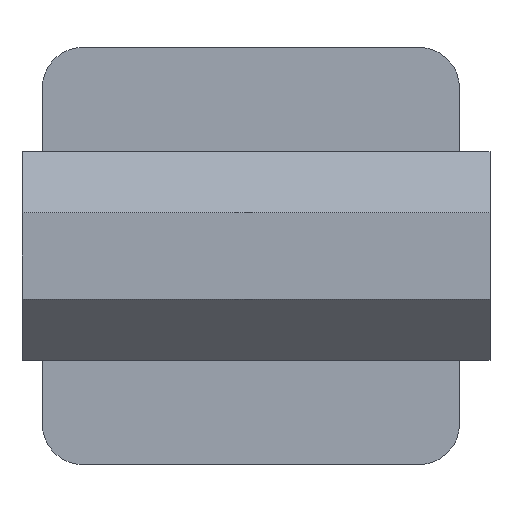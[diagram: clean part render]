
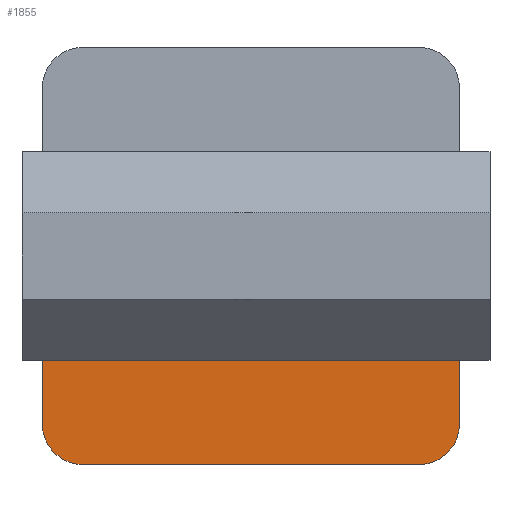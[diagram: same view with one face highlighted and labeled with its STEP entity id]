
A CAD part, front view. The second image highlights one B-rep face of the part: STEP entity #1855.
In plain terms, the highlighted planar face has unit normal (0, -1, 0).
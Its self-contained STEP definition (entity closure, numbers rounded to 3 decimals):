
#65 = CARTESIAN_POINT ( 'NONE',  ( -41., -33.8, -33. ) ) ;
#75 = VECTOR ( 'NONE', #1395, 1000. ) ;
#80 = EDGE_CURVE ( 'NONE', #1786, #1315, #699, .T. ) ;
#322 = CARTESIAN_POINT ( 'NONE',  ( 41., -33.8, -33. ) ) ;
#340 = CARTESIAN_POINT ( 'NONE',  ( 41., -33.8, -20.5 ) ) ;
#366 = CARTESIAN_POINT ( 'NONE',  ( -33., -33.8, -41. ) ) ;
#404 = EDGE_CURVE ( 'NONE', #1233, #645, #1489, .T. ) ;
#480 = VECTOR ( 'NONE', #2024, 1000. ) ;
#537 = CARTESIAN_POINT ( 'NONE',  ( -41., -33.8, -41. ) ) ;
#565 = VECTOR ( 'NONE', #725, 1000. ) ;
#624 = VERTEX_POINT ( 'NONE', #1894 ) ;
#645 = VERTEX_POINT ( 'NONE', #322 ) ;
#662 = LINE ( 'NONE', #1017, #75 ) ;
#683 = DIRECTION ( 'NONE',  ( -1., 0., 0. ) ) ;
#699 = CIRCLE ( 'NONE', #1427, 8. ) ;
#725 = DIRECTION ( 'NONE',  ( 0., 0., 1. ) ) ;
#737 = DIRECTION ( 'NONE',  ( 0., -1., 0. ) ) ;
#783 = PLANE ( 'NONE',  #1477 ) ;
#829 = ORIENTED_EDGE ( 'NONE', *, *, #1563, .F. ) ;
#910 = CARTESIAN_POINT ( 'NONE',  ( 33., -33.8, -33. ) ) ;
#940 = ORIENTED_EDGE ( 'NONE', *, *, #80, .T. ) ;
#955 = FACE_OUTER_BOUND ( 'NONE', #1878, .T. ) ;
#985 = CARTESIAN_POINT ( 'NONE',  ( -33., -33.8, -33. ) ) ;
#1010 = VECTOR ( 'NONE', #683, 1000. ) ;
#1017 = CARTESIAN_POINT ( 'NONE',  ( -41., -33.8, -41. ) ) ;
#1094 = CARTESIAN_POINT ( 'NONE',  ( 41., -33.8, -20.5 ) ) ;
#1114 = CARTESIAN_POINT ( 'NONE',  ( 41., -33.8, 41. ) ) ;
#1233 = VERTEX_POINT ( 'NONE', #1094 ) ;
#1256 = ORIENTED_EDGE ( 'NONE', *, *, #404, .F. ) ;
#1315 = VERTEX_POINT ( 'NONE', #366 ) ;
#1333 = EDGE_CURVE ( 'NONE', #1786, #624, #1994, .T. ) ;
#1340 = DIRECTION ( 'NONE',  ( 0., 0., -1. ) ) ;
#1370 = DIRECTION ( 'NONE',  ( 0., -1., 0. ) ) ;
#1382 = LINE ( 'NONE', #340, #1010 ) ;
#1395 = DIRECTION ( 'NONE',  ( -1., 0., 0. ) ) ;
#1412 = ORIENTED_EDGE ( 'NONE', *, *, #1749, .T. ) ;
#1427 = AXIS2_PLACEMENT_3D ( 'NONE', #985, #1549, #1340 ) ;
#1432 = VERTEX_POINT ( 'NONE', #2080 ) ;
#1453 = ORIENTED_EDGE ( 'NONE', *, *, #1333, .F. ) ;
#1477 = AXIS2_PLACEMENT_3D ( 'NONE', #2231, #1370, #2047 ) ;
#1489 = LINE ( 'NONE', #1114, #480 ) ;
#1535 = EDGE_CURVE ( 'NONE', #1233, #624, #1382, .T. ) ;
#1549 = DIRECTION ( 'NONE',  ( 0., -1., 0. ) ) ;
#1563 = EDGE_CURVE ( 'NONE', #1432, #1315, #662, .T. ) ;
#1673 = ORIENTED_EDGE ( 'NONE', *, *, #1535, .T. ) ;
#1749 = EDGE_CURVE ( 'NONE', #1432, #645, #2258, .T. ) ;
#1786 = VERTEX_POINT ( 'NONE', #65 ) ;
#1855 = ADVANCED_FACE ( 'NONE', ( #955 ), #783, .T. ) ;
#1878 = EDGE_LOOP ( 'NONE', ( #829, #1412, #1256, #1673, #1453, #940 ) ) ;
#1894 = CARTESIAN_POINT ( 'NONE',  ( -41., -33.8, -20.5 ) ) ;
#1959 = AXIS2_PLACEMENT_3D ( 'NONE', #910, #737, #2247 ) ;
#1994 = LINE ( 'NONE', #537, #565 ) ;
#2024 = DIRECTION ( 'NONE',  ( 0., 0., -1. ) ) ;
#2047 = DIRECTION ( 'NONE',  ( 0., 0., -1. ) ) ;
#2080 = CARTESIAN_POINT ( 'NONE',  ( 33., -33.8, -41. ) ) ;
#2231 = CARTESIAN_POINT ( 'NONE',  ( 41., -33.8, -41. ) ) ;
#2247 = DIRECTION ( 'NONE',  ( 0., 0., -1. ) ) ;
#2258 = CIRCLE ( 'NONE', #1959, 8. ) ;
